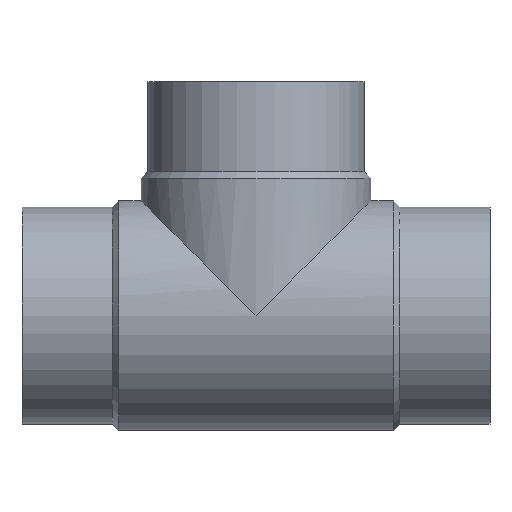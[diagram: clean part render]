
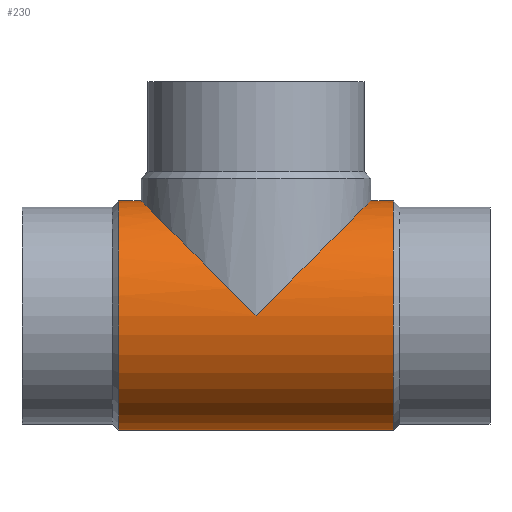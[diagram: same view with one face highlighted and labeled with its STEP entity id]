
A CAD part, top view. The second image highlights one B-rep face of the part: STEP entity #230.
In plain terms, the highlighted cylindrical face has radius 66.2 mm (diameter 132.4 mm), a partial arc.
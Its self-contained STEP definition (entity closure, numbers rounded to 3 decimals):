
#174 = EDGE_CURVE( '', #206, #228, #417, .T. );
#176 = EDGE_CURVE( '', #352, #218, #419, .T. );
#188 = EDGE_CURVE( '', #304, #196, #433, .T. );
#196 = VERTEX_POINT( '', #443 );
#206 = VERTEX_POINT( '', #457 );
#214 = EDGE_CURVE( '', #228, #244, #465, .T. );
#218 = VERTEX_POINT( '', #469 );
#228 = VERTEX_POINT( '', #479 );
#230 = ADVANCED_FACE( '', ( #481 ), #482, .T. );
#244 = VERTEX_POINT( '', #497 );
#278 = EDGE_CURVE( '', #244, #196, #535, .T. );
#286 = EDGE_CURVE( '', #218, #206, #546, .T. );
#304 = VERTEX_POINT( '', #567 );
#352 = VERTEX_POINT( '', #619 );
#356 = EDGE_CURVE( '', #304, #352, #623, .T. );
#417 = ELLIPSE( '', #693, 93.621, 66.2 );
#419 = CIRCLE( '', #696, 66.2 );
#433 = CIRCLE( '', #715, 66.2 );
#443 = CARTESIAN_POINT( '', ( -214.3, 66.2, 0. ) );
#457 = CARTESIAN_POINT( '', ( -68.8, 66.2, 0. ) );
#465 = ELLIPSE( '', #756, 93.621, 66.2 );
#469 = CARTESIAN_POINT( '', ( -55.7, 66.2, 0. ) );
#479 = CARTESIAN_POINT( '', ( -135., 0., 66.2 ) );
#481 = FACE_OUTER_BOUND( '', #777, .T. );
#482 = CYLINDRICAL_SURFACE( '', #778, 66.2 );
#497 = CARTESIAN_POINT( '', ( -201.2, 66.2, 0. ) );
#535 = LINE( '', #846, #847 );
#546 = LINE( '', #861, #862 );
#567 = CARTESIAN_POINT( '', ( -214.3, -66.2, 0. ) );
#619 = CARTESIAN_POINT( '', ( -55.7, -66.2, 0. ) );
#623 = LINE( '', #955, #956 );
#693 = AXIS2_PLACEMENT_3D( '', #1011, #1012, #1013 );
#696 = AXIS2_PLACEMENT_3D( '', #1014, #1015, #1016 );
#715 = AXIS2_PLACEMENT_3D( '', #1032, #1033, #1034 );
#756 = AXIS2_PLACEMENT_3D( '', #1086, #1087, #1088 );
#777 = EDGE_LOOP( '', ( #1095, #1096, #1097, #1098, #1099, #1100, #1101 ) );
#778 = AXIS2_PLACEMENT_3D( '', #1102, #1103, #1104 );
#846 = CARTESIAN_POINT( '', ( -135., 66.2, 0. ) );
#847 = VECTOR( '', #1163, 1. );
#861 = CARTESIAN_POINT( '', ( -135., 66.2, 0. ) );
#862 = VECTOR( '', #1182, 1. );
#955 = CARTESIAN_POINT( '', ( -135., -66.2, 0. ) );
#956 = VECTOR( '', #1283, 1. );
#1011 = CARTESIAN_POINT( '', ( -135., 0., 0. ) );
#1012 = DIRECTION( '', ( 0.707, -0.707, 0. ) );
#1013 = DIRECTION( '', ( 0.707, 0.707, 0. ) );
#1014 = CARTESIAN_POINT( '', ( -55.7, 0., 0. ) );
#1015 = DIRECTION( '', ( -1., 0., 0. ) );
#1016 = DIRECTION( '', ( 0., 1., 0. ) );
#1032 = CARTESIAN_POINT( '', ( -214.3, 0., 0. ) );
#1033 = DIRECTION( '', ( -1., 0., 0. ) );
#1034 = DIRECTION( '', ( 0., 1., 0. ) );
#1086 = CARTESIAN_POINT( '', ( -135., 0., 0. ) );
#1087 = DIRECTION( '', ( -0.707, -0.707, 0. ) );
#1088 = DIRECTION( '', ( 0.707, -0.707, 0. ) );
#1095 = ORIENTED_EDGE( '', *, *, #286, .T. );
#1096 = ORIENTED_EDGE( '', *, *, #174, .T. );
#1097 = ORIENTED_EDGE( '', *, *, #214, .T. );
#1098 = ORIENTED_EDGE( '', *, *, #278, .T. );
#1099 = ORIENTED_EDGE( '', *, *, #188, .F. );
#1100 = ORIENTED_EDGE( '', *, *, #356, .T. );
#1101 = ORIENTED_EDGE( '', *, *, #176, .T. );
#1102 = CARTESIAN_POINT( '', ( -135., 0., 0. ) );
#1103 = DIRECTION( '', ( 1., 0., 0. ) );
#1104 = DIRECTION( '', ( 0., 1., 0. ) );
#1163 = DIRECTION( '', ( -1., 0., 0. ) );
#1182 = DIRECTION( '', ( -1., 0., 0. ) );
#1283 = DIRECTION( '', ( 1., 0., 0. ) );
